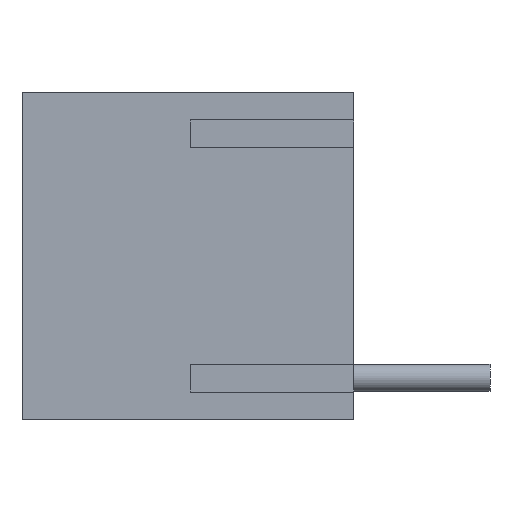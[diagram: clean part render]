
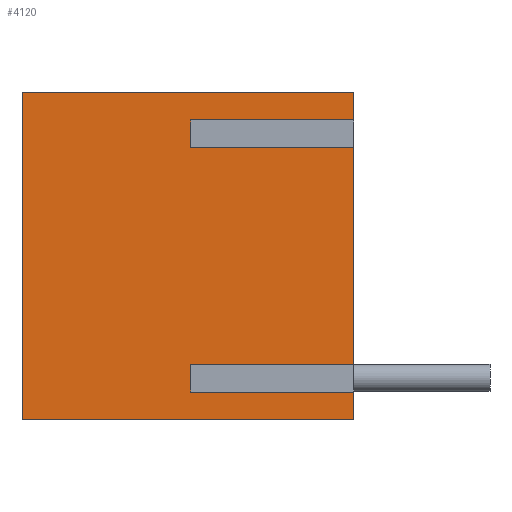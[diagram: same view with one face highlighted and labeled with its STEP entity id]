
A CAD part, left-side view. The second image highlights one B-rep face of the part: STEP entity #4120.
In plain terms, the highlighted planar face has unit normal (-1, 0, 0).
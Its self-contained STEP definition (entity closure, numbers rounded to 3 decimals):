
#3 = EDGE_CURVE ( 'NONE', #1412, #4153, #3360, .T. ) ;
#35 = CARTESIAN_POINT ( 'NONE',  ( -25.233, 0.666, -11.12 ) ) ;
#51 = VERTEX_POINT ( 'NONE', #1094 ) ;
#72 = AXIS2_PLACEMENT_3D ( 'NONE', #2860, #4020, #1703 ) ;
#141 = CARTESIAN_POINT ( 'NONE',  ( -25.233, 0.666, -12.12 ) ) ;
#266 = CARTESIAN_POINT ( 'NONE',  ( -25.233, 6.87, -1.12 ) ) ;
#434 = VERTEX_POINT ( 'NONE', #2401 ) ;
#468 = VERTEX_POINT ( 'NONE', #4323 ) ;
#532 = EDGE_CURVE ( 'NONE', #1552, #1423, #4432, .T. ) ;
#602 = DIRECTION ( 'NONE',  ( 0., 1., 0. ) ) ;
#609 = LINE ( 'NONE', #1265, #2664 ) ;
#611 = DIRECTION ( 'NONE',  ( 0., -1., 0. ) ) ;
#627 = ORIENTED_EDGE ( 'NONE', *, *, #2162, .F. ) ;
#799 = DIRECTION ( 'NONE',  ( 0., 1., 0. ) ) ;
#857 = CARTESIAN_POINT ( 'NONE',  ( -25.233, 0.666, -2.12 ) ) ;
#885 = VECTOR ( 'NONE', #3049, 1000. ) ;
#1017 = ORIENTED_EDGE ( 'NONE', *, *, #3, .T. ) ;
#1094 = CARTESIAN_POINT ( 'NONE',  ( -25.233, -5.334, -12.12 ) ) ;
#1207 = VECTOR ( 'NONE', #4999, 1000. ) ;
#1222 = VECTOR ( 'NONE', #611, 1000. ) ;
#1225 = VERTEX_POINT ( 'NONE', #4261 ) ;
#1265 = CARTESIAN_POINT ( 'NONE',  ( -25.233, 6.87, -13.12 ) ) ;
#1273 = DIRECTION ( 'NONE',  ( 0., 0., 1. ) ) ;
#1301 = EDGE_LOOP ( 'NONE', ( #3347, #1604, #1017, #3617, #627, #4266, #4373, #1924, #3498, #2339, #1492, #2222 ) ) ;
#1337 = LINE ( 'NONE', #4204, #3273 ) ;
#1353 = VERTEX_POINT ( 'NONE', #35 ) ;
#1369 = CARTESIAN_POINT ( 'NONE',  ( -25.233, -5.334, -11.12 ) ) ;
#1412 = VERTEX_POINT ( 'NONE', #2462 ) ;
#1423 = VERTEX_POINT ( 'NONE', #1739 ) ;
#1471 = LINE ( 'NONE', #2906, #2804 ) ;
#1478 = DIRECTION ( 'NONE',  ( 0., -1., 0. ) ) ;
#1492 = ORIENTED_EDGE ( 'NONE', *, *, #3747, .F. ) ;
#1507 = FACE_OUTER_BOUND ( 'NONE', #1301, .T. ) ;
#1534 = VECTOR ( 'NONE', #3993, 1000. ) ;
#1541 = EDGE_CURVE ( 'NONE', #1552, #1353, #1471, .T. ) ;
#1552 = VERTEX_POINT ( 'NONE', #1369 ) ;
#1561 = LINE ( 'NONE', #4883, #1621 ) ;
#1604 = ORIENTED_EDGE ( 'NONE', *, *, #3584, .F. ) ;
#1621 = VECTOR ( 'NONE', #4498, 1000. ) ;
#1695 = LINE ( 'NONE', #4671, #2623 ) ;
#1703 = DIRECTION ( 'NONE',  ( 0., 0., 1. ) ) ;
#1739 = CARTESIAN_POINT ( 'NONE',  ( -25.233, -5.334, -3.12 ) ) ;
#1924 = ORIENTED_EDGE ( 'NONE', *, *, #532, .T. ) ;
#1931 = EDGE_CURVE ( 'NONE', #468, #4571, #4720, .T. ) ;
#1992 = LINE ( 'NONE', #3309, #1207 ) ;
#2162 = EDGE_CURVE ( 'NONE', #2583, #51, #3276, .T. ) ;
#2215 = VERTEX_POINT ( 'NONE', #266 ) ;
#2222 = ORIENTED_EDGE ( 'NONE', *, *, #3683, .T. ) ;
#2305 = DIRECTION ( 'NONE',  ( 0., -1., 0. ) ) ;
#2339 = ORIENTED_EDGE ( 'NONE', *, *, #1931, .F. ) ;
#2385 = EDGE_CURVE ( 'NONE', #4571, #1423, #1337, .T. ) ;
#2401 = CARTESIAN_POINT ( 'NONE',  ( -25.233, -5.334, -2.12 ) ) ;
#2462 = CARTESIAN_POINT ( 'NONE',  ( -25.233, 6.87, -13.12 ) ) ;
#2519 = VECTOR ( 'NONE', #2305, 1000. ) ;
#2527 = EDGE_CURVE ( 'NONE', #1225, #2215, #1695, .T. ) ;
#2583 = VERTEX_POINT ( 'NONE', #3168 ) ;
#2623 = VECTOR ( 'NONE', #799, 1000. ) ;
#2664 = VECTOR ( 'NONE', #2819, 1000. ) ;
#2796 = DIRECTION ( 'NONE',  ( 0., 0., -1. ) ) ;
#2804 = VECTOR ( 'NONE', #602, 1000. ) ;
#2819 = DIRECTION ( 'NONE',  ( 0., 0., 1. ) ) ;
#2860 = CARTESIAN_POINT ( 'NONE',  ( -25.233, 0., 0. ) ) ;
#2863 = CARTESIAN_POINT ( 'NONE',  ( -25.233, -5.334, -13.12 ) ) ;
#2906 = CARTESIAN_POINT ( 'NONE',  ( -25.233, 0.666, -11.12 ) ) ;
#2995 = LINE ( 'NONE', #3652, #1534 ) ;
#3049 = DIRECTION ( 'NONE',  ( 0., 0., 1. ) ) ;
#3113 = LINE ( 'NONE', #4908, #885 ) ;
#3147 = CARTESIAN_POINT ( 'NONE',  ( -25.233, 7.08, -13.12 ) ) ;
#3168 = CARTESIAN_POINT ( 'NONE',  ( -25.233, 0.666, -12.12 ) ) ;
#3224 = VECTOR ( 'NONE', #2796, 1000. ) ;
#3273 = VECTOR ( 'NONE', #1478, 1000. ) ;
#3276 = LINE ( 'NONE', #141, #1222 ) ;
#3309 = CARTESIAN_POINT ( 'NONE',  ( -25.233, 0.666, -2.12 ) ) ;
#3347 = ORIENTED_EDGE ( 'NONE', *, *, #2527, .T. ) ;
#3360 = LINE ( 'NONE', #3147, #2519 ) ;
#3419 = VECTOR ( 'NONE', #1273, 1000. ) ;
#3498 = ORIENTED_EDGE ( 'NONE', *, *, #2385, .F. ) ;
#3584 = EDGE_CURVE ( 'NONE', #1412, #2215, #609, .T. ) ;
#3617 = ORIENTED_EDGE ( 'NONE', *, *, #4399, .T. ) ;
#3652 = CARTESIAN_POINT ( 'NONE',  ( -25.233, 0.666, -12.12 ) ) ;
#3683 = EDGE_CURVE ( 'NONE', #434, #1225, #1561, .T. ) ;
#3747 = EDGE_CURVE ( 'NONE', #434, #468, #1992, .T. ) ;
#3962 = CARTESIAN_POINT ( 'NONE',  ( -25.233, 0.666, -3.12 ) ) ;
#3993 = DIRECTION ( 'NONE',  ( 0., 0., -1. ) ) ;
#4020 = DIRECTION ( 'NONE',  ( -1., 0., 0. ) ) ;
#4120 = ADVANCED_FACE ( 'NONE', ( #1507 ), #4743, .T. ) ;
#4153 = VERTEX_POINT ( 'NONE', #4818 ) ;
#4204 = CARTESIAN_POINT ( 'NONE',  ( -25.233, 0.666, -3.12 ) ) ;
#4261 = CARTESIAN_POINT ( 'NONE',  ( -25.233, -5.334, -1.12 ) ) ;
#4266 = ORIENTED_EDGE ( 'NONE', *, *, #4673, .F. ) ;
#4323 = CARTESIAN_POINT ( 'NONE',  ( -25.233, 0.666, -2.12 ) ) ;
#4373 = ORIENTED_EDGE ( 'NONE', *, *, #1541, .F. ) ;
#4399 = EDGE_CURVE ( 'NONE', #4153, #51, #3113, .T. ) ;
#4432 = LINE ( 'NONE', #2863, #3419 ) ;
#4498 = DIRECTION ( 'NONE',  ( 0., 0., 1. ) ) ;
#4571 = VERTEX_POINT ( 'NONE', #3962 ) ;
#4671 = CARTESIAN_POINT ( 'NONE',  ( -25.233, -5.334, -1.12 ) ) ;
#4673 = EDGE_CURVE ( 'NONE', #1353, #2583, #2995, .T. ) ;
#4720 = LINE ( 'NONE', #857, #3224 ) ;
#4743 = PLANE ( 'NONE',  #72 ) ;
#4818 = CARTESIAN_POINT ( 'NONE',  ( -25.233, -5.334, -13.12 ) ) ;
#4883 = CARTESIAN_POINT ( 'NONE',  ( -25.233, -5.334, -13.12 ) ) ;
#4908 = CARTESIAN_POINT ( 'NONE',  ( -25.233, -5.334, -13.12 ) ) ;
#4999 = DIRECTION ( 'NONE',  ( 0., 1., 0. ) ) ;
